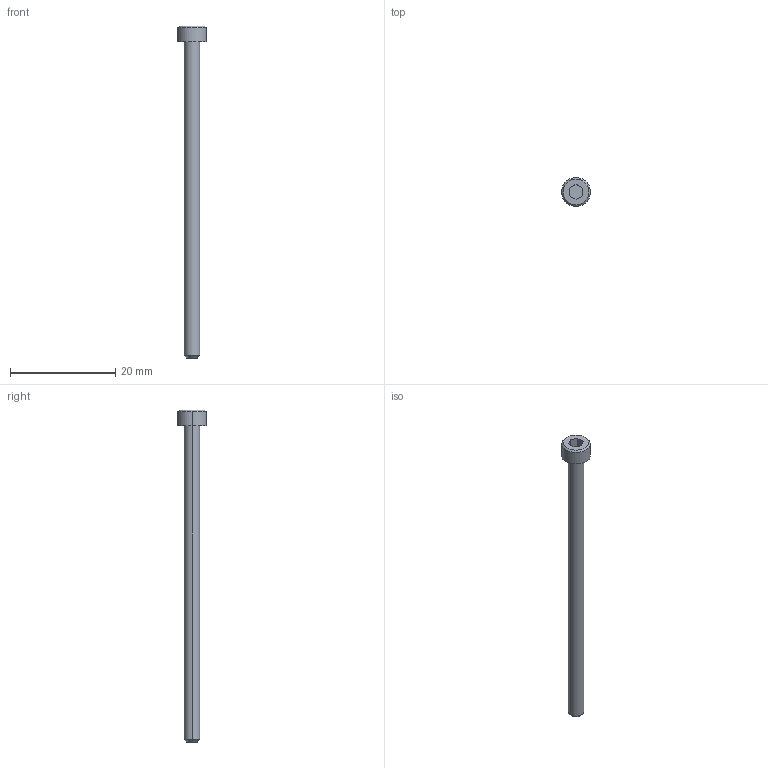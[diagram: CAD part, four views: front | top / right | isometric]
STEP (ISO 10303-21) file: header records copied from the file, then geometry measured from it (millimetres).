
FILE_DESCRIPTION (( 'STEP AP214' ), '1' );
FILE_NAME ('M3X60L(CQ2).STEP', '2018-05-24T02:49:04', ( 'SONIC' ), ( 'UNITCOM PC' ), 'SwSTEP 2.0', 'SolidWorks 2015', '' );
FILE_SCHEMA (( 'AUTOMOTIVE_DESIGN' ));
Length unit declared in the file: millimetre
Products named in the file (1): M3X60L(CQ2)
Bounding box: 5.5 x 5.5 x 63 mm (x, y, z)
Volume: 477.8 mm3; surface area: 683.8 mm2
Topology: 1 solids, 1 shells, 18 faces, 38 edges, 24 vertices
Faces by surface type: plane 10, cone 4, cylinder 4
Entity records: 516 total; most frequent: DIRECTION 88, CARTESIAN_POINT 81, ORIENTED_EDGE 76, EDGE_CURVE 38, AXIS2_PLACEMENT_3D 31, VECTOR 26, LINE 26, VERTEX_POINT 24
